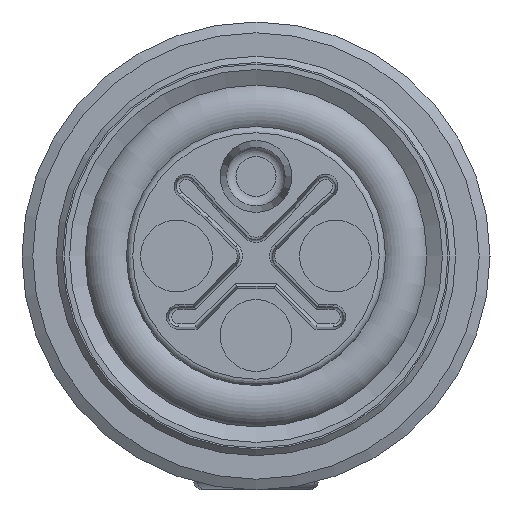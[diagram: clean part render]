
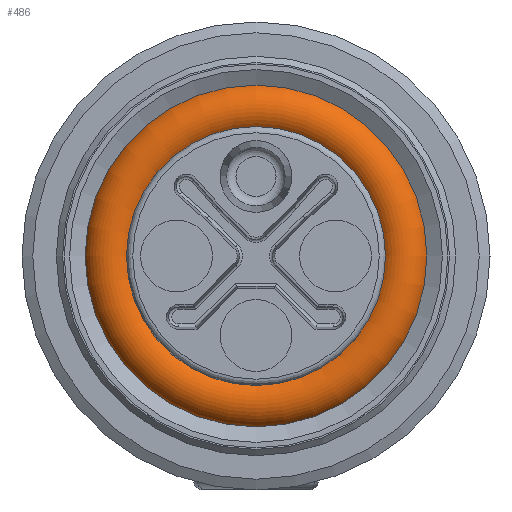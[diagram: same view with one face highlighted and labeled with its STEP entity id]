
A CAD part, left-side view. The second image highlights one B-rep face of the part: STEP entity #486.
In plain terms, the highlighted toroidal (fillet/blend) face has major radius 4.7 mm and minor radius 0.85 mm.
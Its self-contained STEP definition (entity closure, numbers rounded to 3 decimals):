
#105=TOROIDAL_SURFACE('',#3622,4.7,0.85);
#257=FACE_BOUND('',#986,.T.);
#258=FACE_BOUND('',#987,.T.);
#486=ADVANCED_FACE('',(#257,#258),#105,.T.);
#986=EDGE_LOOP('',(#1960));
#987=EDGE_LOOP('',(#1961));
#1960=ORIENTED_EDGE('',*,*,#2693,.F.);
#1961=ORIENTED_EDGE('',*,*,#2502,.T.);
#2120=VERTEX_POINT('',#7593);
#2245=VERTEX_POINT('',#8036);
#2502=EDGE_CURVE('',#2120,#2120,#3144,.T.);
#2693=EDGE_CURVE('',#2245,#2245,#3220,.T.);
#3144=CIRCLE('',#3443,5.475);
#3220=CIRCLE('',#3620,4.15);
#3443=AXIS2_PLACEMENT_3D('',#7592,#4131,#4132);
#3620=AXIS2_PLACEMENT_3D('',#8035,#4578,#4579);
#3622=AXIS2_PLACEMENT_3D('',#8038,#4582,#4583);
#4131=DIRECTION('',(-1.,0.,0.));
#4132=DIRECTION('',(0.,0.,-1.));
#4578=DIRECTION('',(-1.,0.,0.));
#4579=DIRECTION('',(0.,0.,-1.));
#4582=DIRECTION('',(-1.,0.,0.));
#4583=DIRECTION('',(0.,0.,1.));
#7592=CARTESIAN_POINT('',(45.851,50.,0.));
#7593=CARTESIAN_POINT('',(45.851,50.,-5.475));
#8035=CARTESIAN_POINT('',(45.552,50.,0.));
#8036=CARTESIAN_POINT('',(45.552,50.,-4.15));
#8038=CARTESIAN_POINT('',(46.2,50.,0.));
